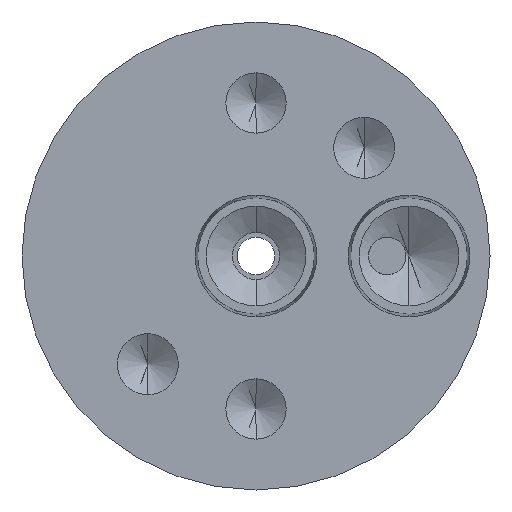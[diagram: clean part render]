
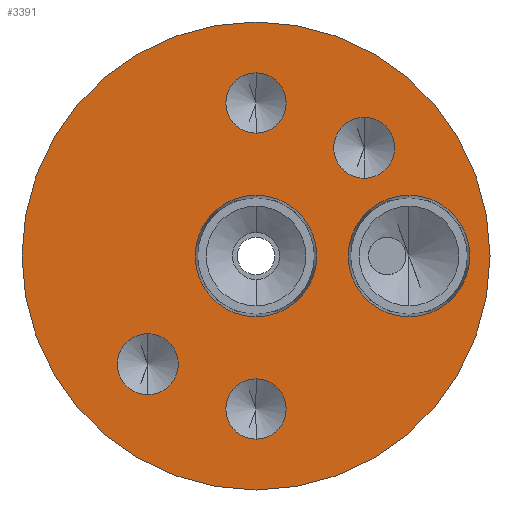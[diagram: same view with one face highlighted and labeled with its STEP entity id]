
A CAD part, front view. The second image highlights one B-rep face of the part: STEP entity #3391.
In plain terms, the highlighted planar face has unit normal (0, -1, 0).
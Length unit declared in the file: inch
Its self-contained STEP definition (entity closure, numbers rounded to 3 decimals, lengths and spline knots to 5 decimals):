
#15 = AXIS2_PLACEMENT_3D ( 'NONE', #4302, #977, #2335 ) ;
#26 = ORIENTED_EDGE ( 'NONE', *, *, #356, .F. ) ;
#33 = CARTESIAN_POINT ( 'NONE',  ( 0., -0.625, 0.2025 ) ) ;
#83 = ORIENTED_EDGE ( 'NONE', *, *, #1352, .F. ) ;
#105 = CARTESIAN_POINT ( 'NONE',  ( 0., -0.625, -0.51 ) ) ;
#110 = DIRECTION ( 'NONE',  ( 0., -1., 0. ) ) ;
#197 = CARTESIAN_POINT ( 'NONE',  ( 0., -0.625, 0.51 ) ) ;
#218 = AXIS2_PLACEMENT_3D ( 'NONE', #583, #2931, #257 ) ;
#242 = DIRECTION ( 'NONE',  ( 0., 0., -1. ) ) ;
#257 = DIRECTION ( 'NONE',  ( 0., 0., -1. ) ) ;
#317 = EDGE_LOOP ( 'NONE', ( #2130, #3687 ) ) ;
#328 = CARTESIAN_POINT ( 'NONE',  ( 0.36062, -0.625, 0.25906 ) ) ;
#333 = VERTEX_POINT ( 'NONE', #1935 ) ;
#356 = EDGE_CURVE ( 'NONE', #992, #969, #667, .T. ) ;
#424 = VERTEX_POINT ( 'NONE', #1257 ) ;
#440 = DIRECTION ( 'NONE',  ( 0., -1., 0. ) ) ;
#511 = ORIENTED_EDGE ( 'NONE', *, *, #660, .F. ) ;
#543 = DIRECTION ( 'NONE',  ( 0., -1., 0. ) ) ;
#551 = AXIS2_PLACEMENT_3D ( 'NONE', #2315, #1300, #3284 ) ;
#583 = CARTESIAN_POINT ( 'NONE',  ( -0.78, -0.625, 0. ) ) ;
#612 = CARTESIAN_POINT ( 'NONE',  ( -0.36062, -0.625, -0.46219 ) ) ;
#660 = EDGE_CURVE ( 'NONE', #2774, #4291, #3605, .T. ) ;
#667 = CIRCLE ( 'NONE', #3096, 0.2025 ) ;
#787 = ORIENTED_EDGE ( 'NONE', *, *, #1739, .F. ) ;
#788 = AXIS2_PLACEMENT_3D ( 'NONE', #1294, #543, #242 ) ;
#796 = VERTEX_POINT ( 'NONE', #2070 ) ;
#814 = CARTESIAN_POINT ( 'NONE',  ( -0.36062, -0.625, -0.36062 ) ) ;
#869 = AXIS2_PLACEMENT_3D ( 'NONE', #3864, #2888, #2201 ) ;
#919 = EDGE_CURVE ( 'NONE', #2815, #1999, #3756, .T. ) ;
#949 = CIRCLE ( 'NONE', #1713, 0.10156 ) ;
#969 = VERTEX_POINT ( 'NONE', #1686 ) ;
#977 = DIRECTION ( 'NONE',  ( 0., -1., 0. ) ) ;
#980 = CARTESIAN_POINT ( 'NONE',  ( 0., -0.625, 0. ) ) ;
#992 = VERTEX_POINT ( 'NONE', #33 ) ;
#1006 = ORIENTED_EDGE ( 'NONE', *, *, #2516, .F. ) ;
#1007 = CARTESIAN_POINT ( 'NONE',  ( 0.36062, -0.625, 0.46219 ) ) ;
#1060 = DIRECTION ( 'NONE',  ( 0., -1., 0. ) ) ;
#1076 = AXIS2_PLACEMENT_3D ( 'NONE', #814, #440, #3757 ) ;
#1183 = DIRECTION ( 'NONE',  ( 0., -1., 0. ) ) ;
#1209 = CARTESIAN_POINT ( 'NONE',  ( 0., -0.625, 0. ) ) ;
#1233 = CIRCLE ( 'NONE', #2912, 0.1005 ) ;
#1237 = EDGE_LOOP ( 'NONE', ( #3128, #2820 ) ) ;
#1244 = FACE_BOUND ( 'NONE', #3723, .T. ) ;
#1257 = CARTESIAN_POINT ( 'NONE',  ( 0.51, -0.625, 0.2025 ) ) ;
#1284 = FACE_OUTER_BOUND ( 'NONE', #1237, .T. ) ;
#1294 = CARTESIAN_POINT ( 'NONE',  ( 0., -0.625, 0. ) ) ;
#1300 = DIRECTION ( 'NONE',  ( 0., 1., 0. ) ) ;
#1305 = CIRCLE ( 'NONE', #3764, 0.78 ) ;
#1352 = EDGE_CURVE ( 'NONE', #1999, #2815, #3190, .T. ) ;
#1442 = CARTESIAN_POINT ( 'NONE',  ( 0., -0.625, 0.4095 ) ) ;
#1465 = CIRCLE ( 'NONE', #15, 0.1005 ) ;
#1495 = EDGE_CURVE ( 'NONE', #796, #424, #3694, .T. ) ;
#1530 = DIRECTION ( 'NONE',  ( 0., 0., -1. ) ) ;
#1603 = CARTESIAN_POINT ( 'NONE',  ( 0., -0.625, 0.78 ) ) ;
#1617 = VERTEX_POINT ( 'NONE', #1623 ) ;
#1623 = CARTESIAN_POINT ( 'NONE',  ( 0., -0.625, -0.4095 ) ) ;
#1651 = DIRECTION ( 'NONE',  ( 0., -1., 0. ) ) ;
#1686 = CARTESIAN_POINT ( 'NONE',  ( 0., -0.625, -0.2025 ) ) ;
#1705 = AXIS2_PLACEMENT_3D ( 'NONE', #3519, #110, #2403 ) ;
#1707 = EDGE_CURVE ( 'NONE', #4196, #2652, #1305, .T. ) ;
#1713 = AXIS2_PLACEMENT_3D ( 'NONE', #4306, #1651, #2630 ) ;
#1714 = EDGE_CURVE ( 'NONE', #2652, #4196, #2417, .T. ) ;
#1739 = EDGE_CURVE ( 'NONE', #1976, #3491, #4243, .T. ) ;
#1753 = CARTESIAN_POINT ( 'NONE',  ( 0., -0.625, 0.6105 ) ) ;
#1774 = ORIENTED_EDGE ( 'NONE', *, *, #1495, .F. ) ;
#1777 = AXIS2_PLACEMENT_3D ( 'NONE', #3946, #3925, #2238 ) ;
#1783 = AXIS2_PLACEMENT_3D ( 'NONE', #1896, #4247, #3917 ) ;
#1790 = AXIS2_PLACEMENT_3D ( 'NONE', #105, #1060, #4033 ) ;
#1896 = CARTESIAN_POINT ( 'NONE',  ( 0.51, -0.625, 0. ) ) ;
#1935 = CARTESIAN_POINT ( 'NONE',  ( 0., -0.625, -0.6105 ) ) ;
#1959 = CIRCLE ( 'NONE', #788, 0.2025 ) ;
#1976 = VERTEX_POINT ( 'NONE', #328 ) ;
#1984 = EDGE_CURVE ( 'NONE', #3491, #1976, #949, .T. ) ;
#1999 = VERTEX_POINT ( 'NONE', #612 ) ;
#2070 = CARTESIAN_POINT ( 'NONE',  ( 0.51, -0.625, -0.2025 ) ) ;
#2130 = ORIENTED_EDGE ( 'NONE', *, *, #3057, .F. ) ;
#2135 = CIRCLE ( 'NONE', #1790, 0.1005 ) ;
#2160 = DIRECTION ( 'NONE',  ( 0., -1., 0. ) ) ;
#2200 = CIRCLE ( 'NONE', #1783, 0.2025 ) ;
#2201 = DIRECTION ( 'NONE',  ( 0., 0., -1. ) ) ;
#2234 = FACE_BOUND ( 'NONE', #2235, .T. ) ;
#2235 = EDGE_LOOP ( 'NONE', ( #83, #3981 ) ) ;
#2238 = DIRECTION ( 'NONE',  ( 0., 0., -1. ) ) ;
#2271 = DIRECTION ( 'NONE',  ( 0., 1., 0. ) ) ;
#2292 = DIRECTION ( 'NONE',  ( 0., -1., 0. ) ) ;
#2299 = ORIENTED_EDGE ( 'NONE', *, *, #1984, .F. ) ;
#2315 = CARTESIAN_POINT ( 'NONE',  ( 0., -0.625, 0. ) ) ;
#2335 = DIRECTION ( 'NONE',  ( 0., 0., -1. ) ) ;
#2403 = DIRECTION ( 'NONE',  ( 0., 0., -1. ) ) ;
#2417 = CIRCLE ( 'NONE', #551, 0.78 ) ;
#2516 = EDGE_CURVE ( 'NONE', #424, #796, #2200, .T. ) ;
#2629 = EDGE_CURVE ( 'NONE', #4291, #2774, #1233, .T. ) ;
#2630 = DIRECTION ( 'NONE',  ( 0., 0., -1. ) ) ;
#2637 = CARTESIAN_POINT ( 'NONE',  ( 0.36062, -0.625, 0.36062 ) ) ;
#2644 = EDGE_LOOP ( 'NONE', ( #1774, #1006 ) ) ;
#2652 = VERTEX_POINT ( 'NONE', #3256 ) ;
#2774 = VERTEX_POINT ( 'NONE', #1442 ) ;
#2815 = VERTEX_POINT ( 'NONE', #3862 ) ;
#2820 = ORIENTED_EDGE ( 'NONE', *, *, #1714, .F. ) ;
#2888 = DIRECTION ( 'NONE',  ( 0., -1., 0. ) ) ;
#2912 = AXIS2_PLACEMENT_3D ( 'NONE', #197, #1183, #4237 ) ;
#2931 = DIRECTION ( 'NONE',  ( 0., -1., 0. ) ) ;
#2948 = ORIENTED_EDGE ( 'NONE', *, *, #2629, .F. ) ;
#2950 = FACE_BOUND ( 'NONE', #317, .T. ) ;
#3031 = ORIENTED_EDGE ( 'NONE', *, *, #3999, .F. ) ;
#3057 = EDGE_CURVE ( 'NONE', #333, #1617, #2135, .T. ) ;
#3096 = AXIS2_PLACEMENT_3D ( 'NONE', #1209, #2160, #1530 ) ;
#3128 = ORIENTED_EDGE ( 'NONE', *, *, #1707, .F. ) ;
#3190 = CIRCLE ( 'NONE', #1705, 0.10156 ) ;
#3256 = CARTESIAN_POINT ( 'NONE',  ( 0., -0.625, -0.78 ) ) ;
#3284 = DIRECTION ( 'NONE',  ( 0., 0., 1. ) ) ;
#3308 = DIRECTION ( 'NONE',  ( 0., 0., 1. ) ) ;
#3315 = PLANE ( 'NONE',  #218 ) ;
#3332 = FACE_BOUND ( 'NONE', #4163, .T. ) ;
#3391 = ADVANCED_FACE ( 'NONE', ( #1244, #2234, #3941, #3574, #2950, #3332, #1284 ), #3315, .T. ) ;
#3491 = VERTEX_POINT ( 'NONE', #1007 ) ;
#3519 = CARTESIAN_POINT ( 'NONE',  ( -0.36062, -0.625, -0.36062 ) ) ;
#3574 = FACE_BOUND ( 'NONE', #3668, .T. ) ;
#3605 = CIRCLE ( 'NONE', #869, 0.1005 ) ;
#3668 = EDGE_LOOP ( 'NONE', ( #511, #2948 ) ) ;
#3687 = ORIENTED_EDGE ( 'NONE', *, *, #3742, .F. ) ;
#3694 = CIRCLE ( 'NONE', #1777, 0.2025 ) ;
#3723 = EDGE_LOOP ( 'NONE', ( #787, #2299 ) ) ;
#3742 = EDGE_CURVE ( 'NONE', #1617, #333, #1465, .T. ) ;
#3756 = CIRCLE ( 'NONE', #1076, 0.10156 ) ;
#3757 = DIRECTION ( 'NONE',  ( 0., 0., -1. ) ) ;
#3764 = AXIS2_PLACEMENT_3D ( 'NONE', #980, #2271, #3308 ) ;
#3862 = CARTESIAN_POINT ( 'NONE',  ( -0.36062, -0.625, -0.25906 ) ) ;
#3864 = CARTESIAN_POINT ( 'NONE',  ( 0., -0.625, 0.51 ) ) ;
#3917 = DIRECTION ( 'NONE',  ( 0., 0., -1. ) ) ;
#3925 = DIRECTION ( 'NONE',  ( 0., -1., 0. ) ) ;
#3941 = FACE_BOUND ( 'NONE', #2644, .T. ) ;
#3946 = CARTESIAN_POINT ( 'NONE',  ( 0.51, -0.625, 0. ) ) ;
#3981 = ORIENTED_EDGE ( 'NONE', *, *, #919, .F. ) ;
#3999 = EDGE_CURVE ( 'NONE', #969, #992, #1959, .T. ) ;
#4033 = DIRECTION ( 'NONE',  ( 0., 0., -1. ) ) ;
#4110 = AXIS2_PLACEMENT_3D ( 'NONE', #2637, #2292, #4290 ) ;
#4163 = EDGE_LOOP ( 'NONE', ( #3031, #26 ) ) ;
#4196 = VERTEX_POINT ( 'NONE', #1603 ) ;
#4237 = DIRECTION ( 'NONE',  ( 0., 0., -1. ) ) ;
#4243 = CIRCLE ( 'NONE', #4110, 0.10156 ) ;
#4247 = DIRECTION ( 'NONE',  ( 0., -1., 0. ) ) ;
#4290 = DIRECTION ( 'NONE',  ( 0., 0., -1. ) ) ;
#4291 = VERTEX_POINT ( 'NONE', #1753 ) ;
#4302 = CARTESIAN_POINT ( 'NONE',  ( 0., -0.625, -0.51 ) ) ;
#4306 = CARTESIAN_POINT ( 'NONE',  ( 0.36062, -0.625, 0.36062 ) ) ;
